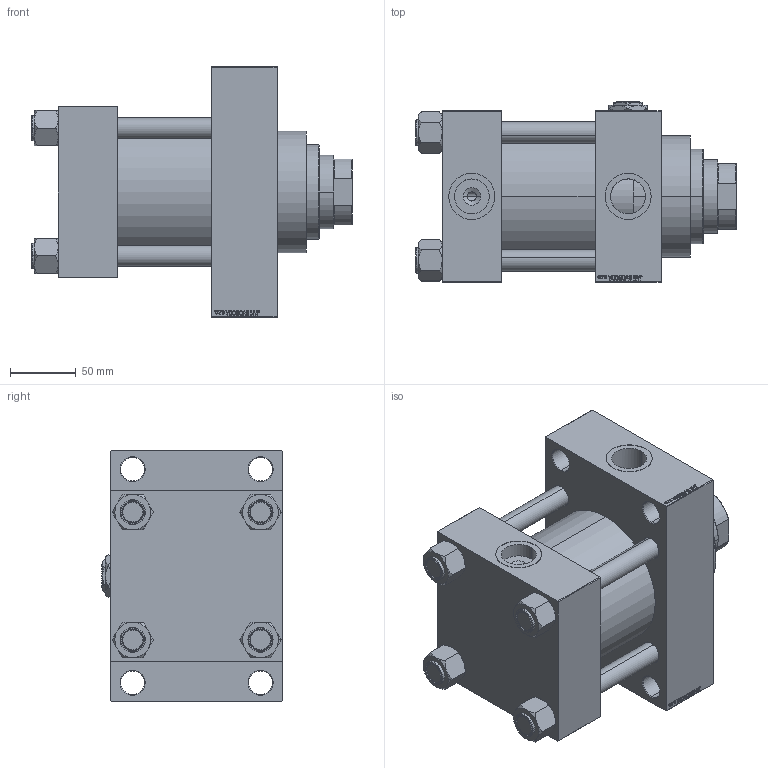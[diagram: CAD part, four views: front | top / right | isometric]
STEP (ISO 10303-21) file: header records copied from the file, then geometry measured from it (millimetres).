
FILE_DESCRIPTION (( 'STEP AP203' ), '1' );
FILE_NAME ('0e92.STEP', '2023-08-26T15:14:21', ( '' ), ( '' ), 'SwSTEP 2.0', 'SolidWorks 2019', '' );
FILE_SCHEMA (( 'CONFIG_CONTROL_DESIGN' ));
Length unit declared in the file: millimetre
Products named in the file (7): NUT_M5_D 065952d9adda0ace83822f0677e64bfc; V215_VC_A 065952d9adda0ace83822f0677e64bfc; V215CR_D_Body 065952d9adda0ace83822f0677e64bfc; V215CR_D_TYCINKA 065952d9adda0ace83822f0677e64bfc; V215CR_VCP_D 065952d9adda0ace83822f0677e64bfc; 0e92; Zatka_pro_OIL_PORT 065952d9adda0ace83822f0677e64bfc
Assembly tree (12 placements, depth 2):
  0e92
    V215CR_D_Body 065952d9adda0ace83822f0677e64bfc
    V215CR_VCP_D 065952d9adda0ace83822f0677e64bfc
    NUT_M5_D 065952d9adda0ace83822f0677e64bfc  x4
    V215CR_D_TYCINKA 065952d9adda0ace83822f0677e64bfc  x4
    V215_VC_A 065952d9adda0ace83822f0677e64bfc
    Zatka_pro_OIL_PORT 065952d9adda0ace83822f0677e64bfc
Bounding box: 243 x 137 x 190 mm (x, y, z)
Volume: 2617802.1 mm3; surface area: 365330.2 mm2
Topology: 12 solids, 12 shells, 1199 faces, 3025 edges, 1963 vertices
Faces by surface type: plane 569, bspline 368, cone 162, cylinder 92, torus 8
Entity records: 49542 total; most frequent: CARTESIAN_POINT 25853, ORIENTED_EDGE 5314, DIRECTION 3471, EDGE_CURVE 2657, VERTEX_POINT 1741, LINE 1561, VECTOR 1561, EDGE_LOOP 1178
